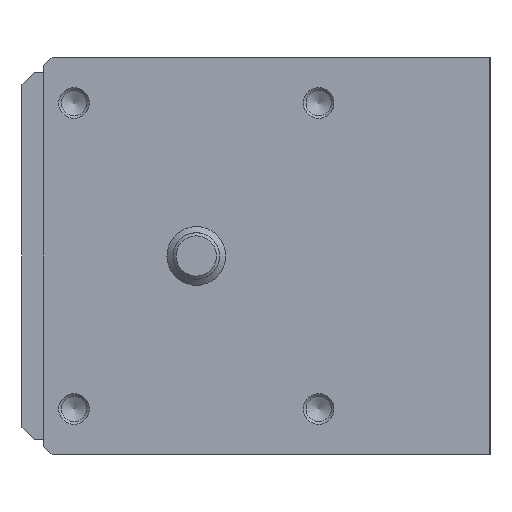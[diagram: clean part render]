
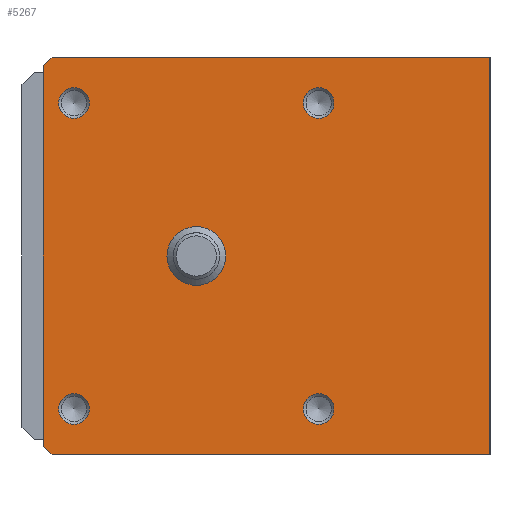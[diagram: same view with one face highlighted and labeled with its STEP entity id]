
A CAD part, left-side view. The second image highlights one B-rep face of the part: STEP entity #5267.
In plain terms, the highlighted planar face has unit normal (-1, 0, 0).
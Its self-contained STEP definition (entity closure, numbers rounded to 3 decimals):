
#2776=CARTESIAN_POINT('',(0.0,65.5,25.0));
#2777=VERTEX_POINT('',#2776);
#2778=CARTESIAN_POINT('',(0.0,68.0,25.0));
#2779=DIRECTION('',(1.0,0.0,0.0));
#2780=DIRECTION('',(0.0,1.0,0.0));
#2781=AXIS2_PLACEMENT_3D('',#2778,#2779,#2780);
#2782=CIRCLE('',#2781,2.5);
#2783=EDGE_CURVE('',#2777,#2777,#2782,.T.);
#2833=CARTESIAN_POINT('',(0.0,65.5,-25.0));
#2834=VERTEX_POINT('',#2833);
#2835=CARTESIAN_POINT('',(0.0,68.0,-25.0));
#2836=DIRECTION('',(1.0,0.0,0.0));
#2837=DIRECTION('',(0.0,1.0,0.0));
#2838=AXIS2_PLACEMENT_3D('',#2835,#2836,#2837);
#2839=CIRCLE('',#2838,2.5);
#2840=EDGE_CURVE('',#2834,#2834,#2839,.T.);
#2890=CARTESIAN_POINT('',(0.0,25.5,-25.0));
#2891=VERTEX_POINT('',#2890);
#2892=CARTESIAN_POINT('',(0.0,28.,-25.0));
#2893=DIRECTION('',(1.0,0.0,0.0));
#2894=DIRECTION('',(0.0,1.0,0.0));
#2895=AXIS2_PLACEMENT_3D('',#2892,#2893,#2894);
#2896=CIRCLE('',#2895,2.5);
#2897=EDGE_CURVE('',#2891,#2891,#2896,.T.);
#2947=CARTESIAN_POINT('',(0.0,25.5,25.0));
#2948=VERTEX_POINT('',#2947);
#2949=CARTESIAN_POINT('',(0.0,28.,25.0));
#2950=DIRECTION('',(1.0,0.0,0.0));
#2951=DIRECTION('',(0.0,1.0,0.0));
#2952=AXIS2_PLACEMENT_3D('',#2949,#2950,#2951);
#2953=CIRCLE('',#2952,2.5);
#2954=EDGE_CURVE('',#2948,#2948,#2953,.T.);
#3222=CARTESIAN_POINT('',(0.0,43.2,0.));
#3223=VERTEX_POINT('',#3222);
#3224=CARTESIAN_POINT('',(0.0,48.,0.0));
#3225=DIRECTION('',(1.0,0.0,0.0));
#3226=DIRECTION('',(0.0,1.0,0.0));
#3227=AXIS2_PLACEMENT_3D('',#3224,#3225,#3226);
#3228=CIRCLE('',#3227,4.8);
#3229=EDGE_CURVE('',#3223,#3223,#3228,.T.);
#5088=CARTESIAN_POINT('',(0.0,0.0,-32.5));
#5089=VERTEX_POINT('',#5088);
#5090=CARTESIAN_POINT('',(0.0,71.586,-32.5));
#5091=VERTEX_POINT('',#5090);
#5092=CARTESIAN_POINT('',(0.0,0.0,-32.5));
#5093=DIRECTION('',(0.0,1.0,0.0));
#5094=VECTOR('',#5093,71.586);
#5095=LINE('',#5092,#5094);
#5096=EDGE_CURVE('',#5089,#5091,#5095,.T.);
#5119=CARTESIAN_POINT('',(0.0,73.0,-31.086));
#5120=VERTEX_POINT('',#5119);
#5121=CARTESIAN_POINT('',(0.0,71.586,-32.5));
#5122=DIRECTION('',(0.0,0.707,0.707));
#5123=VECTOR('',#5122,2.);
#5124=LINE('',#5121,#5123);
#5125=EDGE_CURVE('',#5091,#5120,#5124,.T.);
#5143=CARTESIAN_POINT('',(0.0,73.0,31.086));
#5144=VERTEX_POINT('',#5143);
#5145=CARTESIAN_POINT('',(0.0,73.0,-31.086));
#5146=DIRECTION('',(0.0,0.0,1.0));
#5147=VECTOR('',#5146,62.172);
#5148=LINE('',#5145,#5147);
#5149=EDGE_CURVE('',#5120,#5144,#5148,.T.);
#5167=CARTESIAN_POINT('',(0.0,71.586,32.5));
#5168=VERTEX_POINT('',#5167);
#5169=CARTESIAN_POINT('',(0.0,73.0,31.086));
#5170=DIRECTION('',(0.0,-0.707,0.707));
#5171=VECTOR('',#5170,2.);
#5172=LINE('',#5169,#5171);
#5173=EDGE_CURVE('',#5144,#5168,#5172,.T.);
#5191=CARTESIAN_POINT('',(0.0,0.0,32.5));
#5192=VERTEX_POINT('',#5191);
#5193=CARTESIAN_POINT('',(0.0,71.586,32.5));
#5194=DIRECTION('',(0.0,-1.0,0.0));
#5195=VECTOR('',#5194,71.586);
#5196=LINE('',#5193,#5195);
#5197=EDGE_CURVE('',#5168,#5192,#5196,.T.);
#5215=CARTESIAN_POINT('',(0.0,0.0,32.5));
#5216=DIRECTION('',(0.0,0.0,-1.0));
#5217=VECTOR('',#5216,65.0);
#5218=LINE('',#5215,#5217);
#5219=EDGE_CURVE('',#5192,#5089,#5218,.T.);
#5239=CARTESIAN_POINT('',(0.0,0.0,0.0));
#5240=DIRECTION('',(1.0,0.0,0.0));
#5241=DIRECTION('',(0.0,0.0,-1.0));
#5242=AXIS2_PLACEMENT_3D('',#5239,#5240,#5241);
#5243=PLANE('',#5242);
#5244=ORIENTED_EDGE('',*,*,#5096,.F.);
#5245=ORIENTED_EDGE('',*,*,#5219,.F.);
#5246=ORIENTED_EDGE('',*,*,#5197,.F.);
#5247=ORIENTED_EDGE('',*,*,#5173,.F.);
#5248=ORIENTED_EDGE('',*,*,#5149,.F.);
#5249=ORIENTED_EDGE('',*,*,#5125,.F.);
#5250=EDGE_LOOP('',(#5244,#5245,#5246,#5247,#5248,#5249));
#5251=FACE_OUTER_BOUND('',#5250,.T.);
#5252=ORIENTED_EDGE('',*,*,#2954,.T.);
#5253=EDGE_LOOP('',(#5252));
#5254=FACE_BOUND('',#5253,.T.);
#5255=ORIENTED_EDGE('',*,*,#2897,.T.);
#5256=EDGE_LOOP('',(#5255));
#5257=FACE_BOUND('',#5256,.T.);
#5258=ORIENTED_EDGE('',*,*,#2840,.T.);
#5259=EDGE_LOOP('',(#5258));
#5260=FACE_BOUND('',#5259,.T.);
#5261=ORIENTED_EDGE('',*,*,#2783,.T.);
#5262=EDGE_LOOP('',(#5261));
#5263=FACE_BOUND('',#5262,.T.);
#5264=ORIENTED_EDGE('',*,*,#3229,.T.);
#5265=EDGE_LOOP('',(#5264));
#5266=FACE_BOUND('',#5265,.T.);
#5267=ADVANCED_FACE('',(#5251,#5254,#5257,#5260,#5263,#5266),#5243,.F.);
